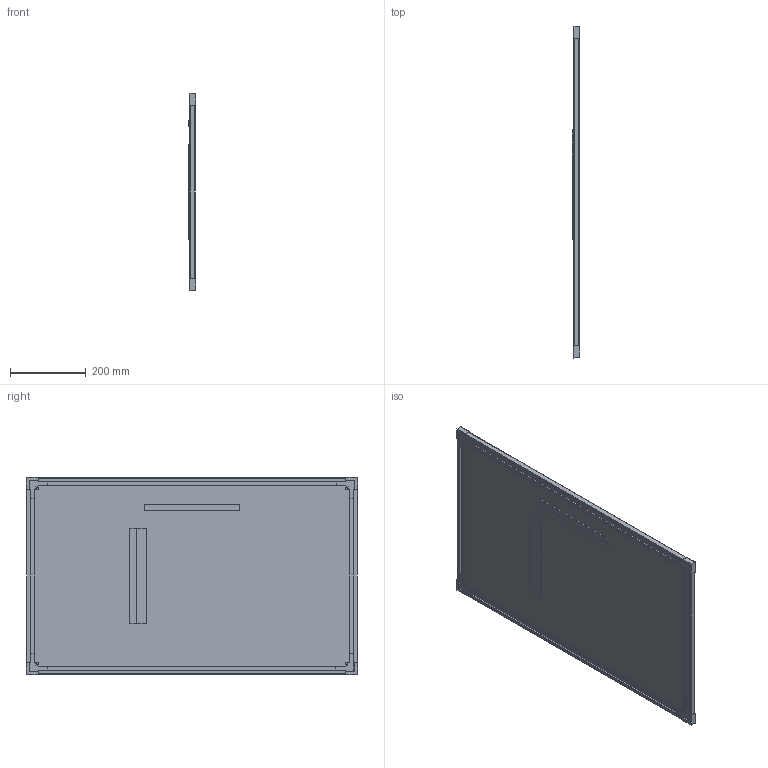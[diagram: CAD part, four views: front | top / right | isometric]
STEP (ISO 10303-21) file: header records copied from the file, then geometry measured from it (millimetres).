
FILE_DESCRIPTION((''),'2;1');
FILE_NAME('3041','2021-06-22T10:50:40',('jinson.thomas'),(''),'CREO PARAMETRIC BY PTC INC, 2018400','CREO PARAMETRIC BY PTC INC, 2018400','');
FILE_SCHEMA(('CONFIG_CONTROL_DESIGN'));
Length unit declared in the file: inch
Products named in the file (1): 3041
Bounding box: 19.35 x 877.82 x 522.22 mm (x, y, z)
Volume: 2706332.8 mm3; surface area: 1897840.4 mm2
Topology: 1 solids, 1 shells, 348 faces, 947 edges, 586 vertices
Faces by surface type: plane 254, cylinder 72, bspline 16, cone 6
Entity records: 11935 total; most frequent: CARTESIAN_POINT 3193, ORIENTED_EDGE 1894, DIRECTION 1671, EDGE_CURVE 947, VECTOR 783, LINE 783, VERTEX_POINT 586, AXIS2_PLACEMENT_3D 444
